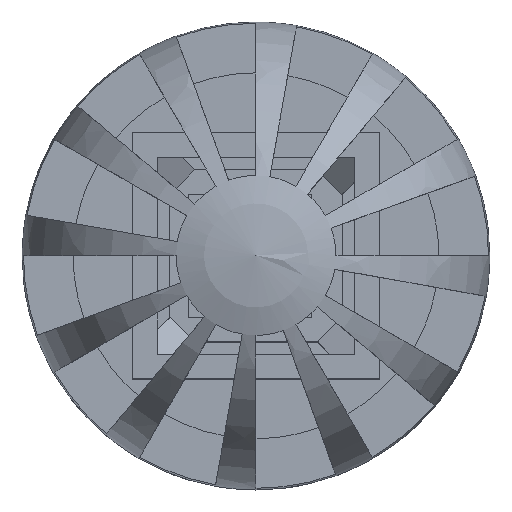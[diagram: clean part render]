
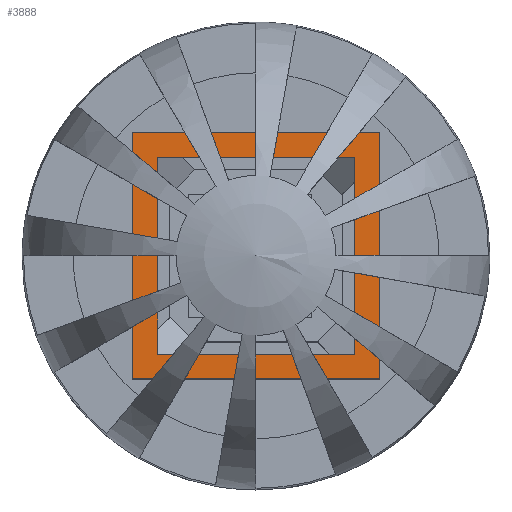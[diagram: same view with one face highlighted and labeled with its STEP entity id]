
A CAD part, top view. The second image highlights one B-rep face of the part: STEP entity #3888.
In plain terms, the highlighted planar face has unit normal (0, 0, 1).
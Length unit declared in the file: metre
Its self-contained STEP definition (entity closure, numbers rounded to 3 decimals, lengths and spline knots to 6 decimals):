
#333=LINE('',#6375,#733);
#347=LINE('',#6404,#747);
#351=LINE('',#6411,#751);
#355=LINE('',#6418,#755);
#383=LINE('',#6474,#783);
#390=LINE('',#6488,#790);
#399=LINE('',#6503,#799);
#403=LINE('',#6508,#803);
#733=VECTOR('',#5241,1.);
#747=VECTOR('',#5259,1.);
#751=VECTOR('',#5265,1.);
#755=VECTOR('',#5271,1.);
#783=VECTOR('',#5311,1.);
#790=VECTOR('',#5320,1.);
#799=VECTOR('',#5333,1.);
#803=VECTOR('',#5339,1.);
#1775=ORIENTED_EDGE('',*,*,#2542,.F.);
#1776=ORIENTED_EDGE('',*,*,#2526,.T.);
#1777=ORIENTED_EDGE('',*,*,#2546,.T.);
#1778=ORIENTED_EDGE('',*,*,#2533,.F.);
#1779=ORIENTED_EDGE('',*,*,#2490,.F.);
#1780=ORIENTED_EDGE('',*,*,#2494,.F.);
#1781=ORIENTED_EDGE('',*,*,#2476,.T.);
#1782=ORIENTED_EDGE('',*,*,#2498,.T.);
#2476=EDGE_CURVE('',#2897,#2896,#333,.T.);
#2490=EDGE_CURVE('',#2909,#2904,#347,.T.);
#2494=EDGE_CURVE('',#2897,#2909,#351,.T.);
#2498=EDGE_CURVE('',#2896,#2904,#355,.T.);
#2526=EDGE_CURVE('',#2936,#2935,#383,.T.);
#2533=EDGE_CURVE('',#2941,#2942,#390,.T.);
#2542=EDGE_CURVE('',#2936,#2941,#399,.T.);
#2546=EDGE_CURVE('',#2935,#2942,#403,.T.);
#2896=VERTEX_POINT('',#6374);
#2897=VERTEX_POINT('',#6376);
#2904=VERTEX_POINT('',#6394);
#2909=VERTEX_POINT('',#6403);
#2935=VERTEX_POINT('',#6473);
#2936=VERTEX_POINT('',#6475);
#2941=VERTEX_POINT('',#6487);
#2942=VERTEX_POINT('',#6489);
#3313=EDGE_LOOP('',(#1775,#1776,#1777,#1778));
#3314=EDGE_LOOP('',(#1779,#1780,#1781,#1782));
#3543=FACE_BOUND('',#3313,.T.);
#3544=FACE_BOUND('',#3314,.T.);
#3697=PLANE('',#4286);
#3888=ADVANCED_FACE('',(#3543,#3544),#3697,.T.);
#4286=AXIS2_PLACEMENT_3D('',#6511,#5342,#5343);
#5241=DIRECTION('',(0.,1.,0.));
#5259=DIRECTION('',(0.,1.,0.));
#5265=DIRECTION('',(1.,0.,0.));
#5271=DIRECTION('',(1.,0.,0.));
#5311=DIRECTION('',(0.,-1.,0.));
#5320=DIRECTION('',(0.,-1.,0.));
#5333=DIRECTION('',(1.,0.,0.));
#5339=DIRECTION('',(1.,0.,0.));
#5342=DIRECTION('',(0.,0.,1.));
#5343=DIRECTION('',(1.,0.,0.));
#6374=CARTESIAN_POINT('',(-0.008,0.008,0.02));
#6375=CARTESIAN_POINT('',(-0.008,0.,0.02));
#6376=CARTESIAN_POINT('',(-0.008,-0.008,0.02));
#6394=CARTESIAN_POINT('',(0.008,0.008,0.02));
#6403=CARTESIAN_POINT('',(0.008,-0.008,0.02));
#6404=CARTESIAN_POINT('',(0.008,0.,0.02));
#6411=CARTESIAN_POINT('',(0.,-0.008,0.02));
#6418=CARTESIAN_POINT('',(0.,0.008,0.02));
#6473=CARTESIAN_POINT('',(-0.01,-0.01,0.02));
#6474=CARTESIAN_POINT('',(-0.01,0.,0.02));
#6475=CARTESIAN_POINT('',(-0.01,0.01,0.02));
#6487=CARTESIAN_POINT('',(0.01,0.01,0.02));
#6488=CARTESIAN_POINT('',(0.01,0.,0.02));
#6489=CARTESIAN_POINT('',(0.01,-0.01,0.02));
#6503=CARTESIAN_POINT('',(0.,0.01,0.02));
#6508=CARTESIAN_POINT('',(0.,-0.01,0.02));
#6511=CARTESIAN_POINT('',(0.,0.,0.02));
